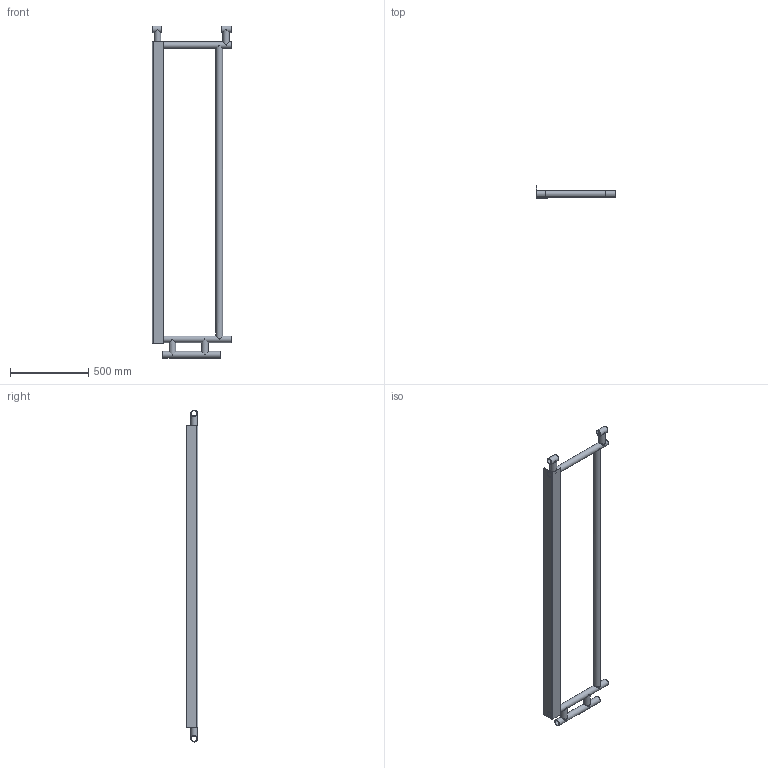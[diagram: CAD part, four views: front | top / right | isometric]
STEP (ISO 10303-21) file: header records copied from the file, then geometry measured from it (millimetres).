
FILE_DESCRIPTION(/* description */ (''),/* implementation_level */ '2;1');
FILE_NAME(/* name */ 'GE-17330_ASM_8_ASM.stp',/* time_stamp */ '2017-01-08T14:16:01-05:00',/* author */ ('jeff1'),/* organization */ (''),/* preprocessor_version */ 'ST-DEVELOPER v16.5',/* originating_system */ 'Autodesk Inventor 2017',/* authorisation */ '');
FILE_SCHEMA (('AUTOMOTIVE_DESIGN { 1 0 10303 214 3 1 1 }'));
Length unit declared in the file: inch
Products named in the file (7): GE-17330_ASM_8_ASM; GE-17330-1_6; GE-17330-2_3; GE-17330-4_3; GE-17330-3_4; GE-17330-5_6; GE-17330-6_3
Assembly tree (11 placements, depth 2):
  GE-17330_ASM_8_ASM
    GE-17330-1_6
    GE-17330-2_3  x2
    GE-17330-3_4  x4
    GE-17330-4_3
    GE-17330-5_6  x2
    GE-17330-6_3
Bounding box: 511.18 x 76.2 x 2121.79 mm (x, y, z)
Volume: 2574639 mm3; surface area: 1472297.9 mm2
Topology: 11 solids, 11 shells, 54 faces, 107 edges, 75 vertices
Faces by surface type: cylinder 32, plane 22
Full cylindrical faces by diameter (mm): 34.544 x10, 42.164 x10
Entity records: 1302 total; most frequent: CARTESIAN_POINT 408, DIRECTION 176, ORIENTED_EDGE 106, AXIS2_PLACEMENT_3D 76, EDGE_LOOP 54, EDGE_CURVE 53, VERTEX_POINT 41, FACE_OUTER_BOUND 34
